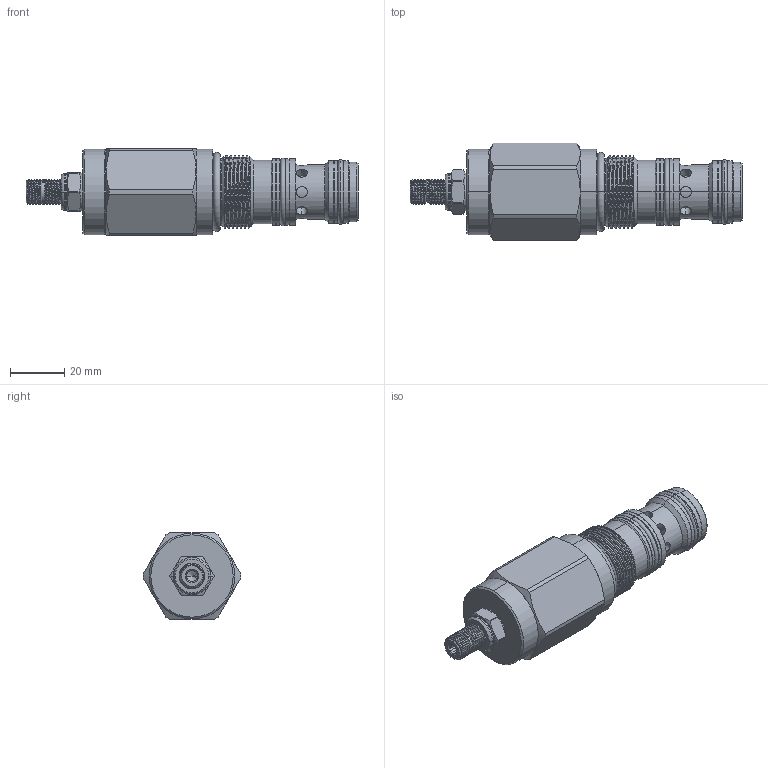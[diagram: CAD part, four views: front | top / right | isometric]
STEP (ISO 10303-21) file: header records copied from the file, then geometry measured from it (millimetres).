
FILE_DESCRIPTION (( 'STEP AP203' ), '1' );
FILE_NAME ('CB27M3D-L.STEP', '2020-03-03T03:06:29', ( '' ), ( '' ), 'SwSTEP 2.0', 'SolidWorks 2018', '' );
FILE_SCHEMA (( 'CONFIG_CONTROL_DESIGN' ));
Length unit declared in the file: millimetre
Products named in the file (1): CB27M3D-L
Bounding box: 122.95 x 36.1 x 32 mm (x, y, z)
Volume: 65405.9 mm3; surface area: 15248.6 mm2
Topology: 3 solids, 3 shells, 252 faces, 601 edges, 378 vertices
Faces by surface type: cylinder 135, plane 53, cone 31, torus 24, bspline 9
Entity records: 17317 total; most frequent: CARTESIAN_POINT 11703, ORIENTED_EDGE 1198, DIRECTION 1120, EDGE_CURVE 599, AXIS2_PLACEMENT_3D 461, VERTEX_POINT 378, EDGE_LOOP 279, ADVANCED_FACE 252
